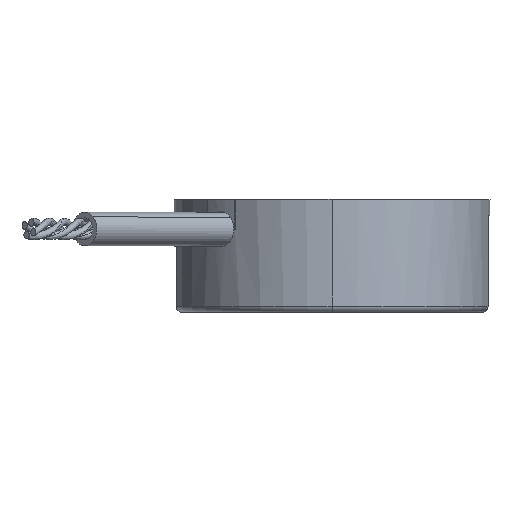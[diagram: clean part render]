
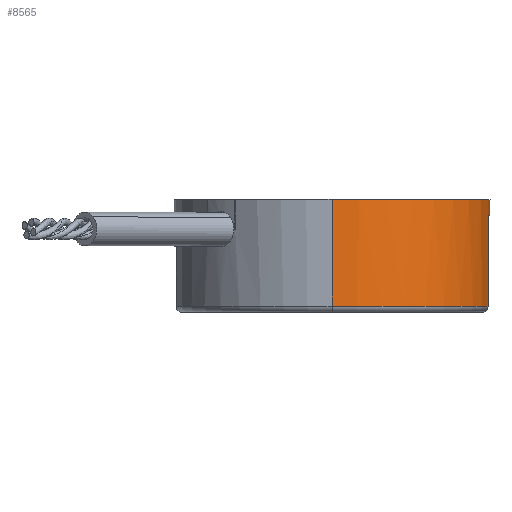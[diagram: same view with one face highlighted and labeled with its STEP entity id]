
A CAD part, top view. The second image highlights one B-rep face of the part: STEP entity #8565.
In plain terms, the highlighted cylindrical face has radius 20.32 mm (diameter 40.64 mm), a partial arc.
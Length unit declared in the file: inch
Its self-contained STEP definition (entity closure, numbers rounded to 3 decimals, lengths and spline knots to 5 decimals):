
#307 = DIRECTION ( 'NONE',  ( 0., 0., -1. ) ) ;
#655 = CARTESIAN_POINT ( 'NONE',  ( 0.79023, 0.03, -0.12468 ) ) ;
#823 = EDGE_LOOP ( 'NONE', ( #11011, #4065, #22918, #1702, #26099, #16061, #10522, #16486 ) ) ;
#1051 = VERTEX_POINT ( 'NONE', #6834 ) ;
#1666 = VECTOR ( 'NONE', #5189, 39.37008 ) ;
#1702 = ORIENTED_EDGE ( 'NONE', *, *, #23227, .F. ) ;
#2621 = VERTEX_POINT ( 'NONE', #4845 ) ;
#3103 = CIRCLE ( 'NONE', #17210, 0.8 ) ;
#4065 = ORIENTED_EDGE ( 'NONE', *, *, #20072, .T. ) ;
#4222 = VERTEX_POINT ( 'NONE', #17696 ) ;
#4786 = EDGE_CURVE ( 'NONE', #20557, #20556, #26703, .T. ) ;
#4845 = CARTESIAN_POINT ( 'NONE',  ( 0., 0.57, 0.8 ) ) ;
#5060 = CARTESIAN_POINT ( 'NONE',  ( 0.79023, 0.245, 0.12468 ) ) ;
#5063 = DIRECTION ( 'NONE',  ( 0., 1., 0. ) ) ;
#5189 = DIRECTION ( 'NONE',  ( 0., -1., 0. ) ) ;
#5214 = DIRECTION ( 'NONE',  ( 0., 1., 0. ) ) ;
#5294 = DIRECTION ( 'NONE',  ( 0., 1., 0. ) ) ;
#5403 = EDGE_CURVE ( 'NONE', #14159, #20556, #15741, .T. ) ;
#5421 = DIRECTION ( 'NONE',  ( 0., -1., 0. ) ) ;
#5476 = EDGE_CURVE ( 'NONE', #2621, #14159, #19946, .T. ) ;
#6199 = AXIS2_PLACEMENT_3D ( 'NONE', #17589, #5214, #19663 ) ;
#6676 = LINE ( 'NONE', #5060, #20541 ) ;
#6834 = CARTESIAN_POINT ( 'NONE',  ( 0., 0.03, 0.8 ) ) ;
#7126 = DIRECTION ( 'NONE',  ( 0., -1., 0. ) ) ;
#8330 = CARTESIAN_POINT ( 'NONE',  ( 0., 0.57, -0.8 ) ) ;
#8565 = ADVANCED_FACE ( 'NONE', ( #11107 ), #21437, .T. ) ;
#10522 = ORIENTED_EDGE ( 'NONE', *, *, #4786, .T. ) ;
#11011 = ORIENTED_EDGE ( 'NONE', *, *, #5476, .F. ) ;
#11018 = EDGE_CURVE ( 'NONE', #4222, #20557, #12640, .T. ) ;
#11107 = FACE_OUTER_BOUND ( 'NONE', #823, .T. ) ;
#11572 = DIRECTION ( 'NONE',  ( 0., 0., 1. ) ) ;
#12640 = LINE ( 'NONE', #21698, #1666 ) ;
#12647 = DIRECTION ( 'NONE',  ( 0., -1., 0. ) ) ;
#12997 = CARTESIAN_POINT ( 'NONE',  ( 0., 0.03, -0.8 ) ) ;
#14119 = LINE ( 'NONE', #24031, #16716 ) ;
#14159 = VERTEX_POINT ( 'NONE', #8330 ) ;
#14727 = CARTESIAN_POINT ( 'NONE',  ( 0., 0.57, 0. ) ) ;
#15201 = CARTESIAN_POINT ( 'NONE',  ( 0.79023, 0.49, 0.12468 ) ) ;
#15741 = LINE ( 'NONE', #17322, #20576 ) ;
#16061 = ORIENTED_EDGE ( 'NONE', *, *, #11018, .T. ) ;
#16486 = ORIENTED_EDGE ( 'NONE', *, *, #5403, .F. ) ;
#16716 = VECTOR ( 'NONE', #17822, 39.37008 ) ;
#17210 = AXIS2_PLACEMENT_3D ( 'NONE', #17786, #5421, #19868 ) ;
#17322 = CARTESIAN_POINT ( 'NONE',  ( 0., 0.57, -0.8 ) ) ;
#17538 = AXIS2_PLACEMENT_3D ( 'NONE', #14727, #12647, #307 ) ;
#17589 = CARTESIAN_POINT ( 'NONE',  ( 0., 0.57, 0. ) ) ;
#17680 = CARTESIAN_POINT ( 'NONE',  ( 0., 0.03, 0. ) ) ;
#17696 = CARTESIAN_POINT ( 'NONE',  ( 0.79023, 0.49, -0.12468 ) ) ;
#17786 = CARTESIAN_POINT ( 'NONE',  ( 0., 0.49, 0. ) ) ;
#17818 = VERTEX_POINT ( 'NONE', #15201 ) ;
#17822 = DIRECTION ( 'NONE',  ( 0., -1., 0. ) ) ;
#19364 = EDGE_CURVE ( 'NONE', #1051, #23715, #26093, .T. ) ;
#19480 = DIRECTION ( 'NONE',  ( 0., -1., 0. ) ) ;
#19663 = DIRECTION ( 'NONE',  ( 0., 0., 1. ) ) ;
#19749 = DIRECTION ( 'NONE',  ( 0., 0., 1. ) ) ;
#19766 = CARTESIAN_POINT ( 'NONE',  ( 0., 0.03, 0. ) ) ;
#19868 = DIRECTION ( 'NONE',  ( 0., 0., -1. ) ) ;
#19946 = CIRCLE ( 'NONE', #6199, 0.8 ) ;
#20072 = EDGE_CURVE ( 'NONE', #2621, #1051, #14119, .T. ) ;
#20541 = VECTOR ( 'NONE', #7126, 39.37008 ) ;
#20556 = VERTEX_POINT ( 'NONE', #12997 ) ;
#20557 = VERTEX_POINT ( 'NONE', #655 ) ;
#20576 = VECTOR ( 'NONE', #19480, 39.37008 ) ;
#20765 = EDGE_CURVE ( 'NONE', #4222, #17818, #3103, .T. ) ;
#20773 = AXIS2_PLACEMENT_3D ( 'NONE', #19766, #5063, #11572 ) ;
#21437 = CYLINDRICAL_SURFACE ( 'NONE', #17538, 0.8 ) ;
#21698 = CARTESIAN_POINT ( 'NONE',  ( 0.79023, 0.245, -0.12468 ) ) ;
#22548 = AXIS2_PLACEMENT_3D ( 'NONE', #17680, #5294, #19749 ) ;
#22918 = ORIENTED_EDGE ( 'NONE', *, *, #19364, .T. ) ;
#23227 = EDGE_CURVE ( 'NONE', #17818, #23715, #6676, .T. ) ;
#23330 = CARTESIAN_POINT ( 'NONE',  ( 0.79023, 0.03, 0.12468 ) ) ;
#23715 = VERTEX_POINT ( 'NONE', #23330 ) ;
#24031 = CARTESIAN_POINT ( 'NONE',  ( 0., 0.57, 0.8 ) ) ;
#26093 = CIRCLE ( 'NONE', #22548, 0.8 ) ;
#26099 = ORIENTED_EDGE ( 'NONE', *, *, #20765, .F. ) ;
#26703 = CIRCLE ( 'NONE', #20773, 0.8 ) ;
